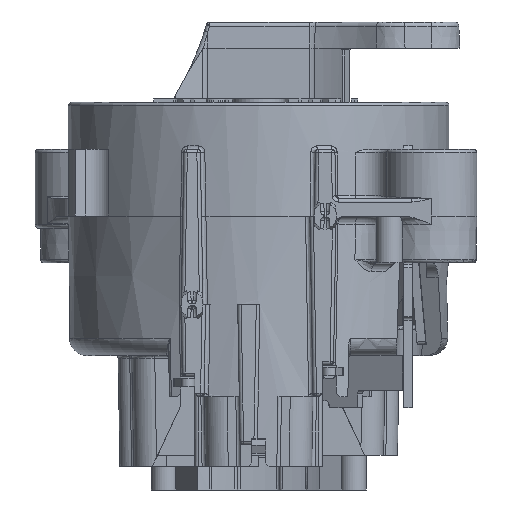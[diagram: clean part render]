
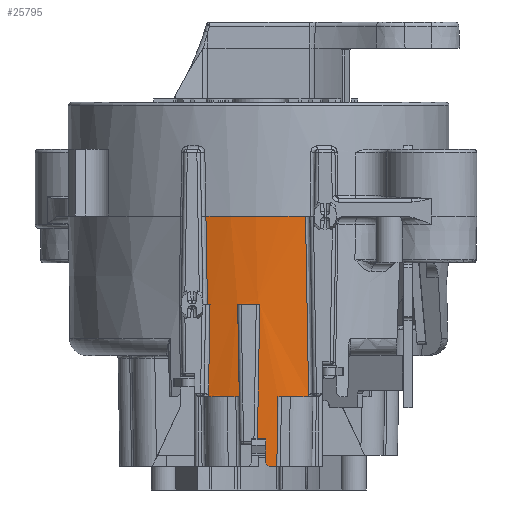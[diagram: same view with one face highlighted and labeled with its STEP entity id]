
A CAD part, front view. The second image highlights one B-rep face of the part: STEP entity #25795.
In plain terms, the highlighted conical face has half-angle 0.5 degrees and reference radius 10.837 mm.
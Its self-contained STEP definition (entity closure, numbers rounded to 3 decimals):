
#1241=CARTESIAN_POINT('',(-0.071,-10.787,
-11.203));
#1242=CARTESIAN_POINT('',(-0.025,-10.81,
-8.599));
#1243=CARTESIAN_POINT('',(0.02,-10.833,
-5.994));
#1244=CARTESIAN_POINT('',(0.065,-10.855,
-3.39));
#1246=CARTESIAN_POINT('',(0.,0.,-3.39));
#1247=DIRECTION('',(0.,0.,1.));
#1248=DIRECTION('',(-0.111,-0.994,0.));
#1249=AXIS2_PLACEMENT_3D('',#1246,#1247,#1248);
#1251=CARTESIAN_POINT('',(-1.201,-10.789,
-3.39));
#1252=CARTESIAN_POINT('',(-1.17,-10.777,
-5.143));
#1253=CARTESIAN_POINT('',(-1.14,-10.765,
-6.897));
#1254=CARTESIAN_POINT('',(-1.109,-10.753,
-8.65));
#1256=CARTESIAN_POINT('',(0.,0.,-8.65));
#1257=DIRECTION('',(0.,0.,-1.));
#1258=DIRECTION('',(-0.103,-0.995,0.));
#1259=AXIS2_PLACEMENT_3D('',#1256,#1257,#1258);
#1261=CARTESIAN_POINT('',(-2.871,-10.423,
-8.504));
#1262=CARTESIAN_POINT('',(-2.872,-10.422,
-8.53));
#1263=CARTESIAN_POINT('',(-2.878,-10.42,
-8.58));
#1264=CARTESIAN_POINT('',(-2.894,-10.415,
-8.627));
#1265=CARTESIAN_POINT('',(-2.905,-10.412,
-8.65));
#1267=CARTESIAN_POINT('',(-2.784,-10.493,
-3.39));
#1268=CARTESIAN_POINT('',(-2.798,-10.481,
-4.242));
#1269=CARTESIAN_POINT('',(-2.827,-10.458,
-5.945));
#1270=CARTESIAN_POINT('',(-2.857,-10.435,
-7.651));
#1271=CARTESIAN_POINT('',(-2.871,-10.423,
-8.504));
#1273=CARTESIAN_POINT('',(-3.018,-10.474,
1.69));
#1274=CARTESIAN_POINT('',(-3.009,-10.472,
1.146));
#1275=CARTESIAN_POINT('',(-2.989,-10.467,
0.013));
#1276=CARTESIAN_POINT('',(-2.96,-10.46,
-1.681));
#1277=CARTESIAN_POINT('',(-2.941,-10.455,
-2.831));
#1278=CARTESIAN_POINT('',(-2.931,-10.453,-3.39));
#1280=CARTESIAN_POINT('',(0.,0.,1.69));
#1281=DIRECTION('',(0.,0.,1.));
#1282=DIRECTION('',(-0.277,-0.961,0.));
#1283=AXIS2_PLACEMENT_3D('',#1280,#1281,#1282);
#1285=CARTESIAN_POINT('',(2.86,-10.426,
-8.504));
#1286=CARTESIAN_POINT('',(2.841,-10.441,
-7.369));
#1287=CARTESIAN_POINT('',(2.802,-10.472,
-5.101));
#1288=CARTESIAN_POINT('',(2.744,-10.519,
-1.703));
#1289=CARTESIAN_POINT('',(2.705,-10.549,
0.56));
#1290=CARTESIAN_POINT('',(2.686,-10.564,1.69));
#1292=CARTESIAN_POINT('',(2.894,-10.415,
-8.65));
#1293=CARTESIAN_POINT('',(2.883,-10.418,
-8.627));
#1294=CARTESIAN_POINT('',(2.867,-10.423,
-8.58));
#1295=CARTESIAN_POINT('',(2.86,-10.426,
-8.53));
#1296=CARTESIAN_POINT('',(2.86,-10.426,
-8.504));
#1298=CARTESIAN_POINT('',(0.,0.,-8.65));
#1299=DIRECTION('',(0.,0.,-1.));
#1300=DIRECTION('',(0.268,-0.963,0.));
#1301=AXIS2_PLACEMENT_3D('',#1298,#1299,#1300);
#1303=DIRECTION('',(0.,0.009,-1.));
#1304=VECTOR('',#1303,0.5);
#1305=CARTESIAN_POINT('',(0.4,-10.778,-11.4));
#1306=LINE('',#1305,#1304);
#1307=CARTESIAN_POINT('',(0.,0.,-11.4));
#1308=DIRECTION('',(0.,0.,1.));
#1309=DIRECTION('',(-0.025,-1.,0.));
#1310=AXIS2_PLACEMENT_3D('',#1307,#1308,#1309);
#6575=CARTESIAN_POINT('',(0.,0.,-12.65));
#6576=DIRECTION('',(0.,0.,1.));
#6577=DIRECTION('',(0.056,-0.998,0.));
#6578=AXIS2_PLACEMENT_3D('',#6575,#6576,#6577);
#6977=DIRECTION('',(0.,-0.009,1.));
#6978=VECTOR('',#6977,0.55);
#6979=CARTESIAN_POINT('',(0.4,-10.769,-12.45));
#6980=LINE('',#6979,#6978);
#7225=CARTESIAN_POINT('',(-0.071,-10.787,
-11.203));
#7226=CARTESIAN_POINT('',(-0.071,-10.787,
-11.229));
#7227=CARTESIAN_POINT('',(-0.082,-10.787,
-11.281));
#7228=CARTESIAN_POINT('',(-0.127,-10.786,
-11.346));
#7229=CARTESIAN_POINT('',(-0.193,-10.784,
-11.39));
#7230=CARTESIAN_POINT('',(-0.245,-10.783,-11.4));
#7231=CARTESIAN_POINT('',(-0.271,-10.782,-11.4));
#7576=CARTESIAN_POINT('',(1.039,-10.725,
-12.65));
#7577=CARTESIAN_POINT('',(1.062,-10.734,
-11.317));
#7578=CARTESIAN_POINT('',(1.086,-10.743,
-9.983));
#7579=CARTESIAN_POINT('',(1.109,-10.753,
-8.65));
#16187=CARTESIAN_POINT('',(0.,0.,-3.39));
#16188=DIRECTION('',(0.,0.,1.));
#16189=DIRECTION('',(-0.27,-0.963,0.));
#16190=AXIS2_PLACEMENT_3D('',#16187,#16188,#16189);
#16203=CARTESIAN_POINT('',(-2.784,-10.493,
-3.39));
#16205=CARTESIAN_POINT('',(-2.905,-10.412,
-8.65));
#16534=CARTESIAN_POINT('',(0.6,-10.758,-12.65));
#16535=CARTESIAN_POINT('',(0.533,-10.762,
-12.583));
#16536=CARTESIAN_POINT('',(0.467,-10.766,
-12.517));
#16537=CARTESIAN_POINT('',(0.4,-10.769,-12.45));
#20747=CARTESIAN_POINT('',(-1.201,-10.789,
-3.39));
#20749=VERTEX_POINT('',#20747);
#20762=CARTESIAN_POINT('',(-0.071,-10.787,
-11.203));
#20763=VERTEX_POINT('',#20762);
#20764=CARTESIAN_POINT('',(0.065,-10.855,
-3.39));
#20765=VERTEX_POINT('',#20764);
#21384=CARTESIAN_POINT('',(0.6,-10.758,-12.65));
#21385=VERTEX_POINT('',#21384);
#21386=CARTESIAN_POINT('',(0.4,-10.769,-12.45));
#21387=VERTEX_POINT('',#21386);
#21402=CARTESIAN_POINT('',(1.039,-10.725,-12.65));
#21403=VERTEX_POINT('',#21402);
#21404=VERTEX_POINT('',#7579);
#21489=VERTEX_POINT('',#1254);
#22267=VERTEX_POINT('',#1292);
#22268=VERTEX_POINT('',#1296);
#22272=VERTEX_POINT('',#1290);
#22274=VERTEX_POINT('',#16203);
#22275=VERTEX_POINT('',#16205);
#22278=VERTEX_POINT('',#1261);
#22279=VERTEX_POINT('',#1273);
#22280=VERTEX_POINT('',#1278);
#22646=CARTESIAN_POINT('',(-0.271,-10.782,-11.4));
#22648=VERTEX_POINT('',#22646);
#22650=CARTESIAN_POINT('',(0.4,-10.778,-11.4));
#22651=VERTEX_POINT('',#22650);
#22652=CARTESIAN_POINT('',(0.4,-10.774,-11.9));
#22653=VERTEX_POINT('',#22652);
#25750=CARTESIAN_POINT('',(0.,0.,-5.48));
#25751=DIRECTION('',(0.,0.,1.));
#25752=DIRECTION('',(0.,-1.,0.));
#25753=AXIS2_PLACEMENT_3D('',#25750,#25751,#25752);
#25754=CONICAL_SURFACE('',#25753,10.837,0.5);
#25756=ORIENTED_EDGE('',*,*,#25755,.F.);
#25758=ORIENTED_EDGE('',*,*,#25757,.T.);
#25760=ORIENTED_EDGE('',*,*,#25759,.F.);
#25762=ORIENTED_EDGE('',*,*,#25761,.T.);
#25764=ORIENTED_EDGE('',*,*,#25763,.T.);
#25766=ORIENTED_EDGE('',*,*,#25765,.F.);
#25768=ORIENTED_EDGE('',*,*,#25767,.F.);
#25770=ORIENTED_EDGE('',*,*,#25769,.F.);
#25772=ORIENTED_EDGE('',*,*,#25771,.F.);
#25774=ORIENTED_EDGE('',*,*,#25773,.T.);
#25776=ORIENTED_EDGE('',*,*,#25775,.F.);
#25778=ORIENTED_EDGE('',*,*,#25777,.F.);
#25780=ORIENTED_EDGE('',*,*,#25779,.T.);
#25782=ORIENTED_EDGE('',*,*,#25781,.F.);
#25784=ORIENTED_EDGE('',*,*,#25783,.F.);
#25786=ORIENTED_EDGE('',*,*,#25785,.T.);
#25788=ORIENTED_EDGE('',*,*,#25787,.T.);
#25790=ORIENTED_EDGE('',*,*,#25789,.F.);
#25792=ORIENTED_EDGE('',*,*,#25791,.F.);
#25793=EDGE_LOOP('',(#25756,#25758,#25760,#25762,#25764,#25766,#25768,#25770,
#25772,#25774,#25776,#25778,#25780,#25782,#25784,#25786,#25788,#25790,#25792));
#25794=FACE_OUTER_BOUND('',#25793,.F.);
#25795=ADVANCED_FACE('',(#25794),#25754,.T.);
#1245=B_SPLINE_CURVE_WITH_KNOTS('',3,(#1241,#1242,#1243,#1244),.UNSPECIFIED.,
.F.,.F.,(4,4),(0.,1.),.UNSPECIFIED.);
#1250=CIRCLE('',#1249,10.856);
#1255=B_SPLINE_CURVE_WITH_KNOTS('',3,(#1251,#1252,#1253,#1254),.UNSPECIFIED.,
.F.,.F.,(4,4),(0.,1.),.UNSPECIFIED.);
#1260=CIRCLE('',#1259,10.81);
#1266=B_SPLINE_CURVE_WITH_KNOTS('',3,(#1261,#1262,#1263,#1264,#1265),
.UNSPECIFIED.,.F.,.F.,(4,1,4),(0.,0.5,1.),.UNSPECIFIED.);
#1272=B_SPLINE_CURVE_WITH_KNOTS('',3,(#1267,#1268,#1269,#1270,#1271),
.UNSPECIFIED.,.F.,.F.,(4,1,4),(0.,0.5,1.),.UNSPECIFIED.);
#1279=B_SPLINE_CURVE_WITH_KNOTS('',3,(#1273,#1274,#1275,#1276,#1277,#1278),
.UNSPECIFIED.,.F.,.F.,(4,1,1,4),(0.,0.321,0.67,1.),
.UNSPECIFIED.);
#1284=CIRCLE('',#1283,10.9);
#1291=B_SPLINE_CURVE_WITH_KNOTS('',3,(#1285,#1286,#1287,#1288,#1289,#1290),
.UNSPECIFIED.,.F.,.F.,(4,1,1,4),(0.,0.333,0.667,1.),
.UNSPECIFIED.);
#1297=B_SPLINE_CURVE_WITH_KNOTS('',3,(#1292,#1293,#1294,#1295,#1296),
.UNSPECIFIED.,.F.,.F.,(4,1,4),(0.,0.5,1.),.UNSPECIFIED.);
#1302=CIRCLE('',#1301,10.81);
#1311=CIRCLE('',#1310,10.786);
#6579=CIRCLE('',#6578,10.775);
#7232=B_SPLINE_CURVE_WITH_KNOTS('',3,(#7225,#7226,#7227,#7228,#7229,#7230,
#7231),.UNSPECIFIED.,.F.,.F.,(4,1,1,1,4),(0.,0.25,0.5,0.75,1.),
.UNSPECIFIED.);
#7580=B_SPLINE_CURVE_WITH_KNOTS('',3,(#7576,#7577,#7578,#7579),.UNSPECIFIED.,
.F.,.F.,(4,4),(0.,1.),.UNSPECIFIED.);
#16191=CIRCLE('',#16190,10.856);
#16538=B_SPLINE_CURVE_WITH_KNOTS('',3,(#16534,#16535,#16536,#16537),
.UNSPECIFIED.,.F.,.F.,(4,4),(0.,1.),.UNSPECIFIED.);
#25755=EDGE_CURVE('',#20763,#22648,#7232,.T.);
#25757=EDGE_CURVE('',#20763,#20765,#1245,.T.);
#25759=EDGE_CURVE('',#20749,#20765,#1250,.T.);
#25761=EDGE_CURVE('',#20749,#21489,#1255,.T.);
#25763=EDGE_CURVE('',#21489,#22275,#1260,.T.);
#25765=EDGE_CURVE('',#22278,#22275,#1266,.T.);
#25767=EDGE_CURVE('',#22274,#22278,#1272,.T.);
#25769=EDGE_CURVE('',#22280,#22274,#16191,.T.);
#25771=EDGE_CURVE('',#22279,#22280,#1279,.T.);
#25773=EDGE_CURVE('',#22279,#22272,#1284,.T.);
#25775=EDGE_CURVE('',#22268,#22272,#1291,.T.);
#25777=EDGE_CURVE('',#22267,#22268,#1297,.T.);
#25779=EDGE_CURVE('',#22267,#21404,#1302,.T.);
#25781=EDGE_CURVE('',#21403,#21404,#7580,.T.);
#25783=EDGE_CURVE('',#21385,#21403,#6579,.T.);
#25785=EDGE_CURVE('',#21385,#21387,#16538,.T.);
#25787=EDGE_CURVE('',#21387,#22653,#6980,.T.);
#25789=EDGE_CURVE('',#22651,#22653,#1306,.T.);
#25791=EDGE_CURVE('',#22648,#22651,#1311,.T.);
